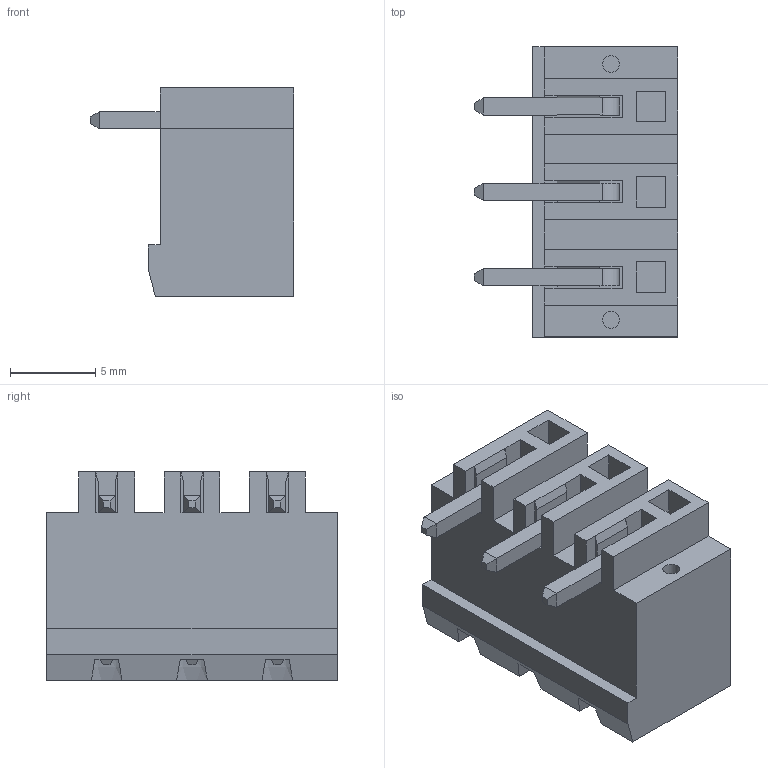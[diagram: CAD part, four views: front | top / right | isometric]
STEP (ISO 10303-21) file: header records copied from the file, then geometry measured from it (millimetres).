
FILE_DESCRIPTION( ( 'STEP AP214' ), '1' );
FILE_NAME( 'PV03-5-HR-P.stp', ' ', ( ' ' ), ( ' ' ), 'PSStep 14.0', 'VISI 19.0', ' ' );
FILE_SCHEMA( ( 'AUTOMOTIVE_DESIGN { 1 0 10303 214 1 1 1 1 }' ) );
Length unit declared in the file: millimetre
Products named in the file (1): 1
Bounding box: 11.9 x 17 x 12.2 mm (x, y, z)
Volume: 780.7 mm3; surface area: 1532.6 mm2
Topology: 1 solids, 1 shells, 192 faces, 477 edges, 298 vertices
Faces by surface type: plane 175, cylinder 11, cone 6
Full cylindrical faces by diameter (mm): 0.992 x2, 2.5 x3
Entity records: 7021 total; most frequent: CARTESIAN_POINT 972, ORIENTED_EDGE 932, DIRECTION 874, EDGE_CURVE 466, LINE 432, VECTOR 432, VERTEX_POINT 295, AXIS2_PLACEMENT_3D 221
